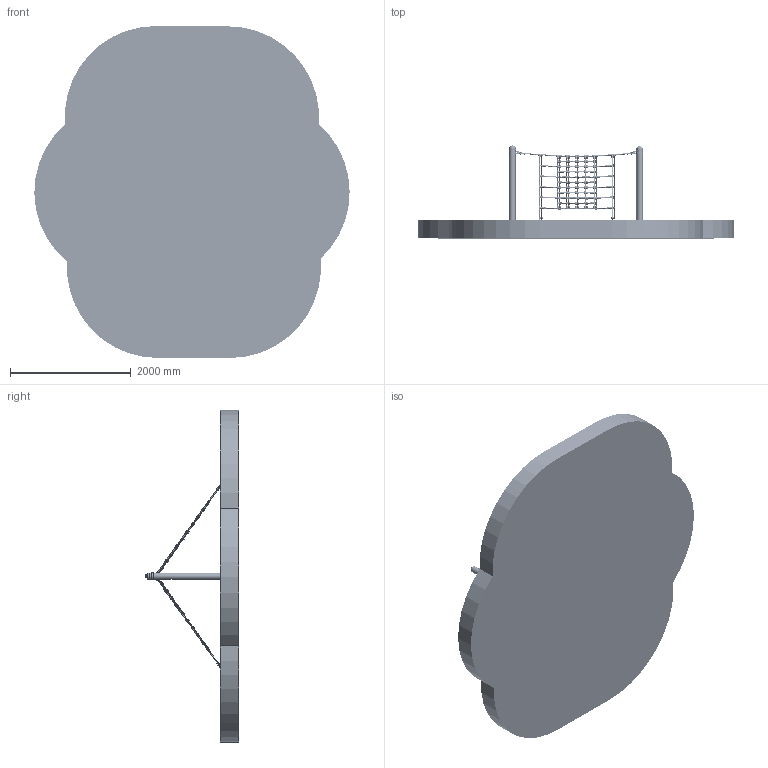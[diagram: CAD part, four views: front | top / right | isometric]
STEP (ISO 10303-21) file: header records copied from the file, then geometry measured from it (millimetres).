
FILE_DESCRIPTION (( 'STEP AP214' ), '1' );
FILE_NAME ('Pfosten 1200 mm hoch1.STEP', '2014-10-10T06:30:18', ( 'frank' ), ( '' ), 'SwSTEP 2.0', 'SolidWorks 2014', '' );
FILE_SCHEMA (( 'AUTOMOTIVE_DESIGN' ));
Length unit declared in the file: millimetre
Products named in the file (15): T-Stück fest abgeschnitten_Standard<Wie bearbeitet>; Knotenkugel-ohne; 70-02 - T-Stück fest; 457-07 - Kunststoff Kausche; 8 Schäkel geschweift; 70-4594-70 - PA-Adapter; Pressung mit 3Gliedern 6er Kette#; 6er Kettenglied; Pressung; Seil oben 1_Standard<Wie bearbeitet>; Seil oben_Standard<Wie bearbeitet>; 35-102 - Pfostenschelle f黵 102er Rohr; Abdeckkappe ﾘ 102 mm; Pfosten; Pfosten 1200 mm hoch1
Assembly tree (157 placements, depth 3):
  Pfosten 1200 mm hoch1
    Pfosten
    Abdeckkappe ﾘ 102 mm  x2
    35-102 - Pfostenschelle f黵 102er Rohr  x2
    Seil oben_Standard<Wie bearbeitet>  x2
    Seil oben 1_Standard<Wie bearbeitet>
    Pressung mit 3Gliedern 6er Kette#  x4
      Pressung
      6er Kettenglied
    70-4594-70 - PA-Adapter  x2
    8 Schäkel geschweift  x2
    457-07 - Kunststoff Kausche  x2
    70-02 - T-Stück fest  x51
    Knotenkugel-ohne  x70
    T-Stück fest abgeschnitten_Standard<Wie bearbeitet>  x14
Bounding box: 5212.33 x 1538.97 x 5488.51 mm (x, y, z)
Volume: 6825115632 mm3; surface area: 56276662.2 mm2
Topology: 405 solids, 405 shells, 5633 faces, 14749 edges, 8980 vertices
Faces by surface type: cylinder 2124, cone 1166, torus 1026, plane 1021, bspline 156, sphere 140
Entity records: 36528 total; most frequent: CARTESIAN_POINT 11262, DIRECTION 4601, ORIENTED_EDGE 4100, EDGE_CURVE 2050, AXIS2_PLACEMENT_3D 1930, VERTEX_POINT 1295, EDGE_LOOP 1033, ADVANCED_FACE 1002
